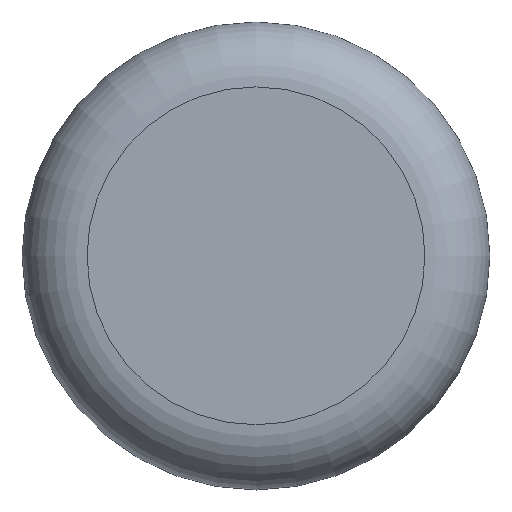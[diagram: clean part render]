
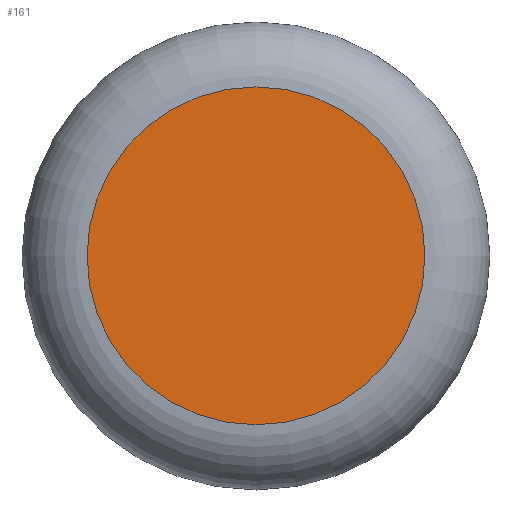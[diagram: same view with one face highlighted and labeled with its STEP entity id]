
A CAD part, top view. The second image highlights one B-rep face of the part: STEP entity #161.
In plain terms, the highlighted planar face has unit normal (0, 0, 1).
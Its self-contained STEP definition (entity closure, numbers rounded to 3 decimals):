
#17=PLANE('',#190);
#57=FACE_OUTER_BOUND('',#68,.T.);
#68=EDGE_LOOP('',(#126));
#79=CIRCLE('',#185,6.5);
#85=VERTEX_POINT('',#253);
#98=EDGE_CURVE('',#85,#85,#79,.T.);
#126=ORIENTED_EDGE('',*,*,#98,.F.);
#161=ADVANCED_FACE('',(#57),#17,.T.);
#185=AXIS2_PLACEMENT_3D('',#254,#205,#206);
#190=AXIS2_PLACEMENT_3D('',#262,#216,#217);
#205=DIRECTION('center_axis',(0.,0.,-1.));
#206=DIRECTION('ref_axis',(1.,0.,0.));
#216=DIRECTION('center_axis',(0.,0.,1.));
#217=DIRECTION('ref_axis',(1.,0.,0.));
#253=CARTESIAN_POINT('',(43.5,0.,13.5));
#254=CARTESIAN_POINT('Origin',(50.,0.,13.5));
#262=CARTESIAN_POINT('Origin',(37.5,-12.5,13.5));
